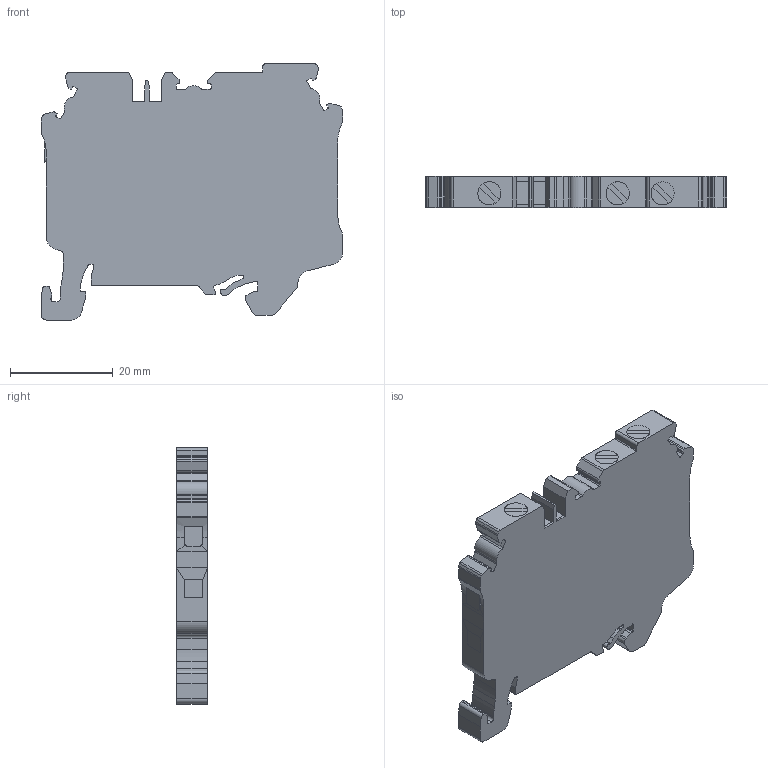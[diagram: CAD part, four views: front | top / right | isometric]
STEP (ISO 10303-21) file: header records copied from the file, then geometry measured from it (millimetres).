
FILE_DESCRIPTION(/* description */ ('Unknown'),/* implementation_level */ '2;1');
FILE_NAME(/* name */ 'CY4_3',/* time_stamp */ '2019-07-17T10:19:18+06:00',/* author */ ('Unknown'),/* organization */ ('Unknown'),/* preprocessor_version */ 'ST-DEVELOPER v16.7',/* originating_system */ 'DEX',/* authorisation */ $);
FILE_SCHEMA (('AUTOMOTIVE_DESIGN {1 0 10303 214 3 1 1}'));
Length unit declared in the file: millimetre
Products named in the file (1): CY4_3
Bounding box: 58.75 x 6 x 49.9 mm (x, y, z)
Volume: 13868.7 mm3; surface area: 6382.4 mm2
Topology: 1 solids, 1 shells, 285 faces, 820 edges, 540 vertices
Faces by surface type: plane 179, cylinder 106
Full cylindrical faces by diameter (mm): 4.5 x3
Entity records: 11321 total; most frequent: CARTESIAN_POINT 1637, ORIENTED_EDGE 1628, DIRECTION 1615, EDGE_CURVE 814, LINE 585, VECTOR 585, VERTEX_POINT 537, AXIS2_PLACEMENT_3D 515
